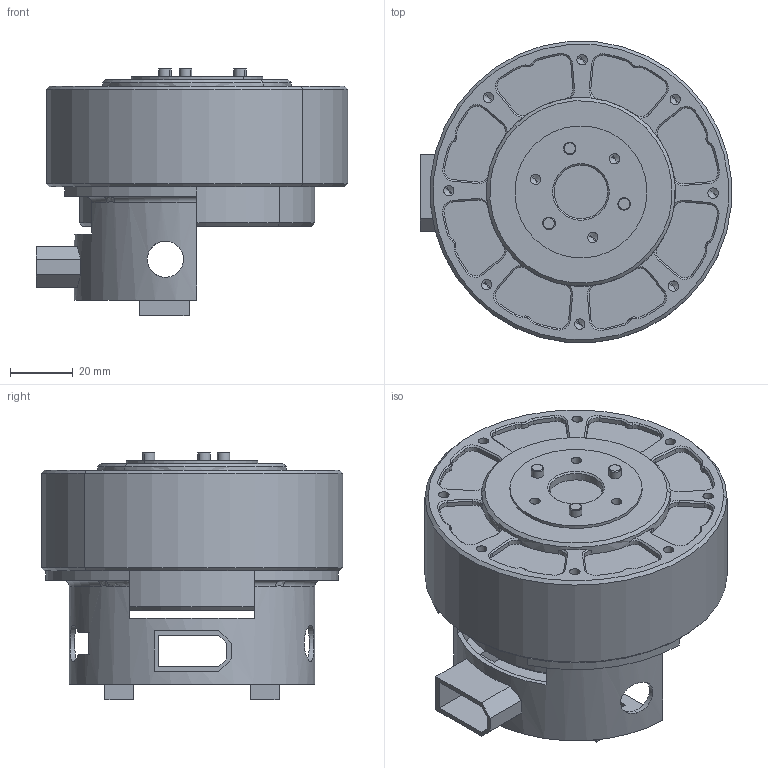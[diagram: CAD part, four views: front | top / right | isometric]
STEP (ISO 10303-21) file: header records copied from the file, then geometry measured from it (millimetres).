
FILE_DESCRIPTION (( 'STEP AP214' ), '1' );
FILE_NAME ('Motor_Cover.STEP', '2025-01-31T15:27:53', ( '' ), ( '' ), 'SwSTEP 2.0', 'SolidWorks 2024', '' );
FILE_SCHEMA (( 'AUTOMOTIVE_DESIGN' ));
Length unit declared in the file: millimetre
Products named in the file (3): GIM8115; Motor_Cover; 3D_Motor Mount_new1
Assembly tree (2 placements, depth 2):
  Motor_Cover
    GIM8115
    3D_Motor Mount_new1
Bounding box: 98.85 x 95.7 x 78.7 mm (x, y, z)
Volume: 296942.6 mm3; surface area: 45323.1 mm2
Topology: 2 solids, 2 shells, 553 faces, 1355 edges, 810 vertices
Faces by surface type: cylinder 226, cone 213, plane 108, torus 4, bspline 2
Entity records: 16648 total; most frequent: CARTESIAN_POINT 3275, DIRECTION 3058, ORIENTED_EDGE 2634, EDGE_CURVE 1317, AXIS2_PLACEMENT_3D 1219, VERTEX_POINT 810, CIRCLE 663, VECTOR 620
